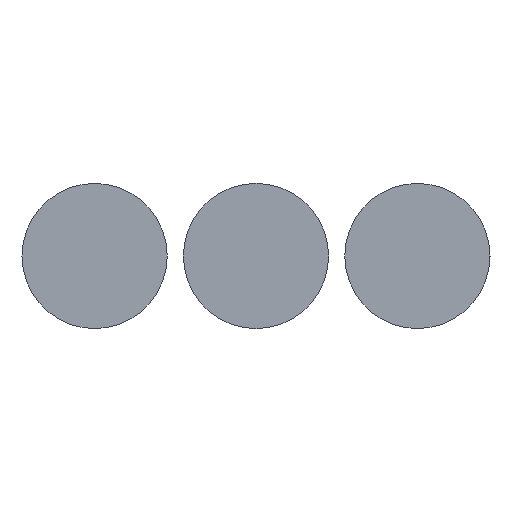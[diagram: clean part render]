
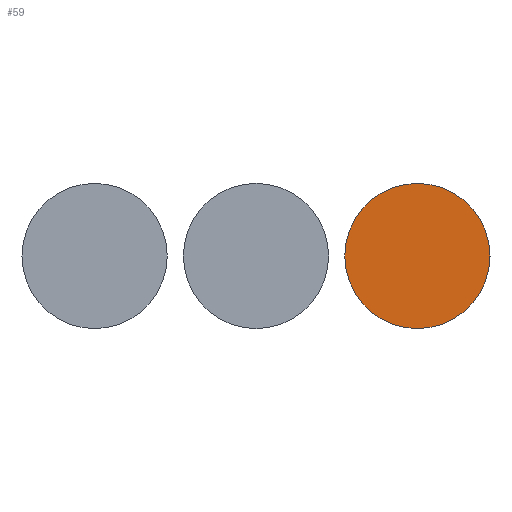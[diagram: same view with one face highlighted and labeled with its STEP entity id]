
A CAD part, left-side view. The second image highlights one B-rep face of the part: STEP entity #59.
In plain terms, the highlighted planar face has unit normal (-1, 0, 0).
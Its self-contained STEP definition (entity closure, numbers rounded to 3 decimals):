
#31 = VERTEX_POINT('',#32);
#32 = CARTESIAN_POINT('',(0.,-2.,1.8));
#38 = EDGE_CURVE('',#31,#31,#39,.T.);
#39 = CIRCLE('',#40,1.8);
#40 = AXIS2_PLACEMENT_3D('',#41,#42,#43);
#41 = CARTESIAN_POINT('',(0.,-2.,0.));
#42 = DIRECTION('',(1.,0.,-0.));
#43 = DIRECTION('',(0.,0.,1.));
#59 = ADVANCED_FACE('',(#60),#63,.F.);
#60 = FACE_BOUND('',#61,.T.);
#61 = EDGE_LOOP('',(#62));
#62 = ORIENTED_EDGE('',*,*,#38,.F.);
#63 = PLANE('',#64);
#64 = AXIS2_PLACEMENT_3D('',#65,#66,#67);
#65 = CARTESIAN_POINT('',(0.,-2.,0.));
#66 = DIRECTION('',(1.,0.,0.));
#67 = DIRECTION('',(0.,0.,1.));
